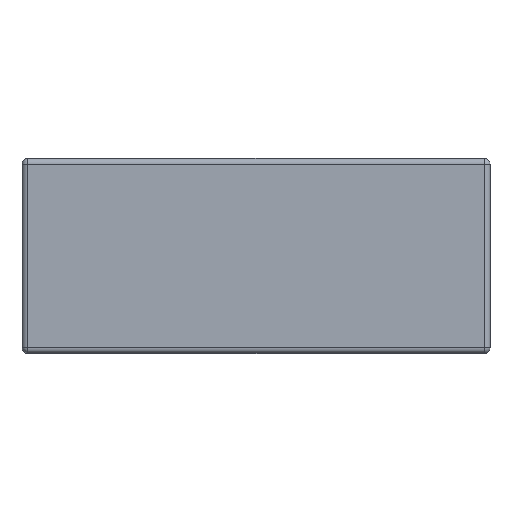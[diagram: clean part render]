
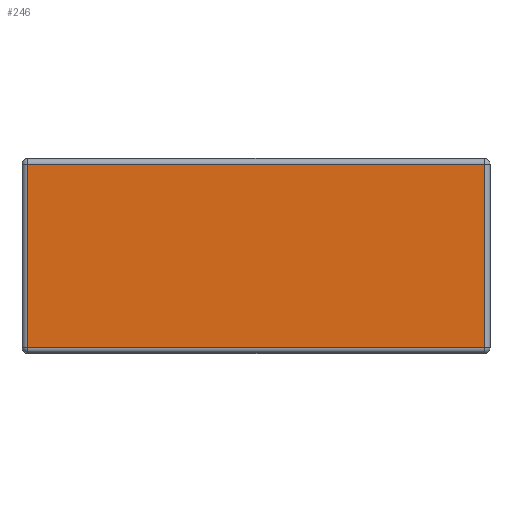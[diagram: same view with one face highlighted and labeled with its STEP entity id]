
A CAD part, top view. The second image highlights one B-rep face of the part: STEP entity #246.
In plain terms, the highlighted planar face has unit normal (0, 0, 1).
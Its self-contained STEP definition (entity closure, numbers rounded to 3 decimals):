
#246 = ADVANCED_FACE( '', ( #510 ), #511, .T. );
#510 = FACE_OUTER_BOUND( '', #783, .T. );
#511 = PLANE( '', #784 );
#783 = EDGE_LOOP( '', ( #1412, #1413, #1414, #1415 ) );
#784 = AXIS2_PLACEMENT_3D( '', #1416, #1417, #1418 );
#1412 = ORIENTED_EDGE( '', *, *, #1579, .T. );
#1413 = ORIENTED_EDGE( '', *, *, #1727, .T. );
#1414 = ORIENTED_EDGE( '', *, *, #1735, .T. );
#1415 = ORIENTED_EDGE( '', *, *, #1761, .T. );
#1416 = CARTESIAN_POINT( '', ( 0., 0., 26.5 ) );
#1417 = DIRECTION( '', ( 0., 0., 1. ) );
#1418 = DIRECTION( '', ( 1., 0., 0. ) );
#1579 = EDGE_CURVE( '', #1871, #1876, #1878, .T. );
#1727 = EDGE_CURVE( '', #1876, #2106, #2108, .T. );
#1735 = EDGE_CURVE( '', #2106, #1909, #2117, .T. );
#1761 = EDGE_CURVE( '', #1909, #1871, #2151, .T. );
#1871 = VERTEX_POINT( '', #2286 );
#1876 = VERTEX_POINT( '', #2292 );
#1878 = LINE( '', #2294, #2295 );
#1909 = VERTEX_POINT( '', #2336 );
#2106 = VERTEX_POINT( '', #2615 );
#2108 = LINE( '', #2617, #2618 );
#2117 = LINE( '', #2630, #2631 );
#2151 = LINE( '', #2682, #2683 );
#2286 = CARTESIAN_POINT( '', ( 58.5, -23.5, 26.5 ) );
#2292 = CARTESIAN_POINT( '', ( 58.5, 23.5, 26.5 ) );
#2294 = CARTESIAN_POINT( '', ( 58.5, 25., 26.5 ) );
#2295 = VECTOR( '', #2822, 1000. );
#2336 = CARTESIAN_POINT( '', ( -58.5, -23.5, 26.5 ) );
#2615 = CARTESIAN_POINT( '', ( -58.5, 23.5, 26.5 ) );
#2617 = CARTESIAN_POINT( '', ( -60., 23.5, 26.5 ) );
#2618 = VECTOR( '', #2975, 1000. );
#2630 = CARTESIAN_POINT( '', ( -58.5, -25., 26.5 ) );
#2631 = VECTOR( '', #2982, 1000. );
#2682 = CARTESIAN_POINT( '', ( 60., -23.5, 26.5 ) );
#2683 = VECTOR( '', #3003, 1000. );
#2822 = DIRECTION( '', ( 0., 1., 0. ) );
#2975 = DIRECTION( '', ( -1., 0., 0. ) );
#2982 = DIRECTION( '', ( 0., -1., 0. ) );
#3003 = DIRECTION( '', ( 1., 0., 0. ) );
